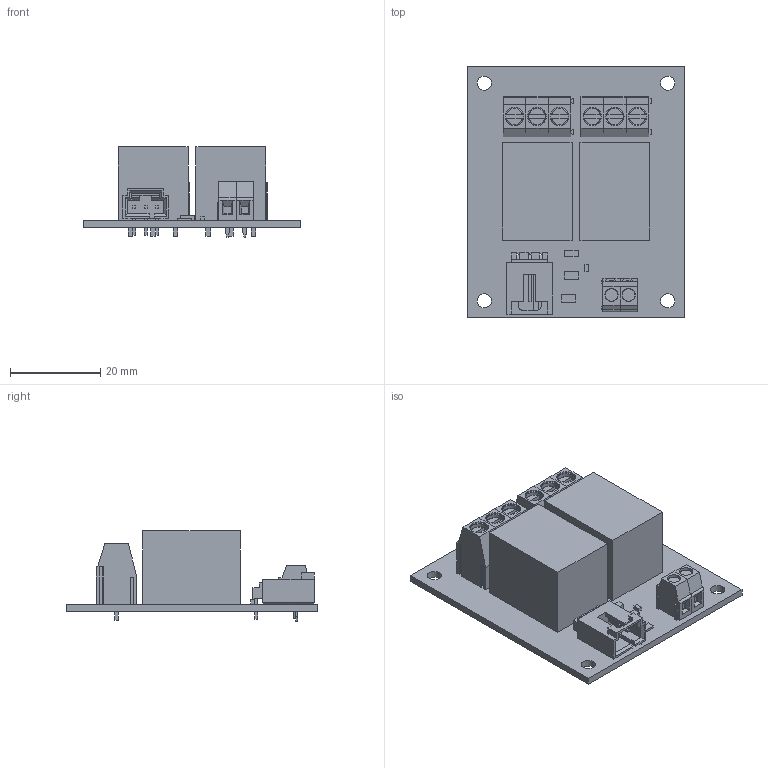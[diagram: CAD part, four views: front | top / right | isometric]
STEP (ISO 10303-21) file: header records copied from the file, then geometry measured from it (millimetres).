
FILE_DESCRIPTION(('Open CASCADE Model'),'2;1');
FILE_NAME('Open CASCADE Shape Model','2010-10-28T11:52:10',('Author'),( 'Open CASCADE'),'Open CASCADE STEP processor 6.2','Open CASCADE 6.2' ,'Unknown');
FILE_SCHEMA(('AUTOMOTIVE_DESIGN { 1 0 10303 214 1 1 1 1 }'));
Length unit declared in the file: millimetre
Products named in the file (34): PCB; Board; U1; 948962304; Extruded; J3; 20020327-d02_asm; 20020327-D-LEM; 20020327-D-REM; 828471696; Cylinder; J1; 20020316-g03_asm; 20020316-G-LEM; 20020316-G-CM; 20020316-G-REM; R1; 478791744; K2; 845310880; K1; J2; 705530002; Open CASCADE STEP translator 6.2 179.8.1.1; Open CASCADE STEP translator 6.2 179.8.1.2; D1; 845314848; C1; 478788672; J4
Assembly tree (36 placements, depth 4):
  PCB
    Board
    U1
      948962304
        Extruded
    J3
      20020327-d02_asm
        20020327-D-LEM
        20020327-D-REM  x2
      828471696
        Cylinder
    J1
      20020316-g03_asm
        20020316-G-LEM
        20020316-G-CM
        20020316-G-REM
    R1
      478791744
        Extruded
    K2
      845310880
        Extruded
    K1
      845310880
        Extruded
    J2
      705530002
        Open CASCADE STEP translator 6.2 179.8.1.1
        Open CASCADE STEP translator 6.2 179.8.1.2
    D1
      845314848
        Extruded
    C1
      478788672
        Extruded
    J4
      20020316-g03_asm
        20020316-G-LEM
        20020316-G-CM
        20020316-G-REM
Bounding box: 48.26 x 55.88 x 20.03 mm (x, y, z)
Volume: 18619.4 mm3; surface area: 15213.5 mm2
Topology: 21 solids, 21 shells, 1077 faces, 2824 edges, 1838 vertices
Faces by surface type: plane 859, cylinder 166, torus 36, cone 16
Full cylindrical faces by diameter (mm): 0.6 x1, 0.965 x3, 1.3 x10, 1.321 x2, 1.6 x6, 3.175 x4
Entity records: 43308 total; most frequent: CARTESIAN_POINT 9923, DIRECTION 5983, LINE 4034, VECTOR 4034, ORIENTED_EDGE 3282, PCURVE 3282, DEFINITIONAL_REPRESENTATION 3282, EDGE_CURVE 1641
